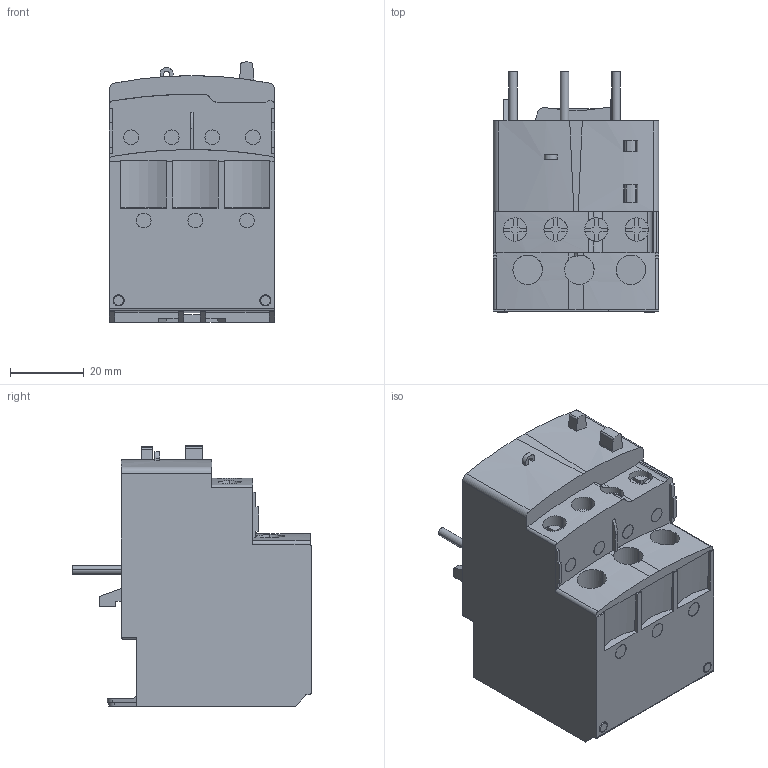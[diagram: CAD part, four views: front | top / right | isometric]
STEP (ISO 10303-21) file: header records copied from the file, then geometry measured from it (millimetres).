
FILE_DESCRIPTION(('STEP AP214'),'1');
FILE_NAME(' ',' ',('TraceParts'),('TraceParts S.A.'),'XStep 1.0',' ',' ');
FILE_SCHEMA(('automotive_design'));
Length unit declared in the file: millimetre
Products named in the file (1): 1
Bounding box: 44.8 x 65.04 x 70.57 mm (x, y, z)
Volume: 120357.2 mm3; surface area: 20479.7 mm2
Topology: 1 solids, 1 shells, 432 faces, 1230 edges, 821 vertices
Faces by surface type: plane 297, cylinder 131, torus 4
Entity records: 15019 total; most frequent: CARTESIAN_POINT 3114, ORIENTED_EDGE 2460, DIRECTION 2356, EDGE_CURVE 1230, LINE 912, VECTOR 912, VERTEX_POINT 821, AXIS2_PLACEMENT_3D 722
